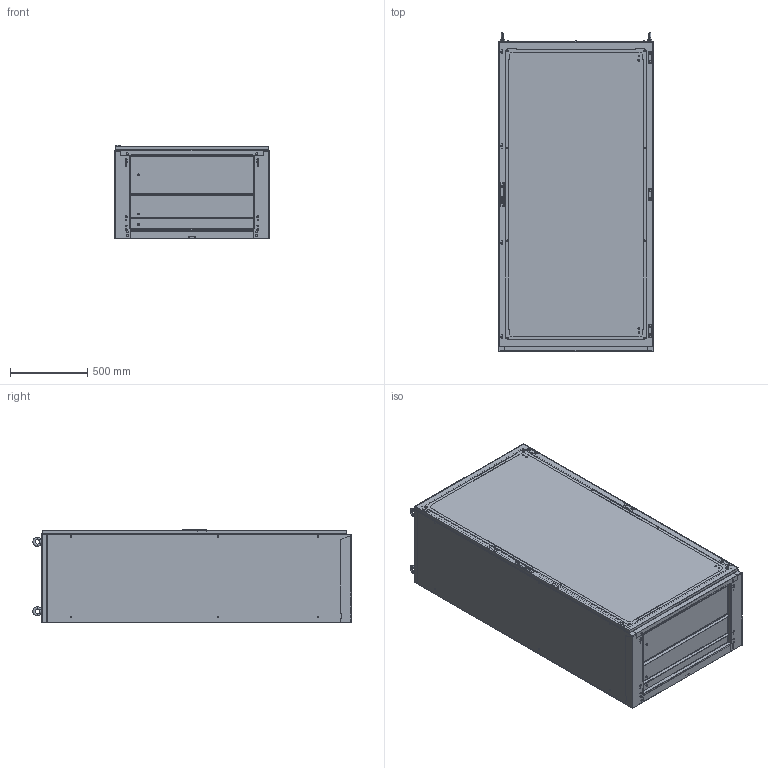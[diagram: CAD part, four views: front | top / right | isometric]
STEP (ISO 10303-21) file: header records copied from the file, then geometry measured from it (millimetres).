
FILE_DESCRIPTION (( 'STEP AP214' ), '1' );
FILE_NAME ('0390-1020-60-07.step', '2022-07-28T11:04:33', ( '' ), ( '' ), 'SwSTEP 2.0', 'SolidWorks 2019', '' );
FILE_SCHEMA (( 'AUTOMOTIVE_DESIGN' ));
Length unit declared in the file: millimetre
Products named in the file (5): TuerR_s_0395-1020-00-97; Dachplatte_ss_0390-1000-60-07; 0390-1020-60-07; Bodenplattensatz_s_0396-1000-60-03; Korpus_ss_1020-60
Assembly tree (4 placements, depth 2):
  0390-1020-60-07
    Korpus_ss_1020-60
    TuerR_s_0395-1020-00-97
    Dachplatte_ss_0390-1000-60-07
    Bodenplattensatz_s_0396-1000-60-03
Bounding box: 1000 x 2057.99 x 607.5 mm (x, y, z)
Volume: 16137101.8 mm3; surface area: 18167387.7 mm2
Topology: 42 solids, 42 shells, 4609 faces, 12282 edges, 8124 vertices
Faces by surface type: plane 2531, cylinder 1868, cone 172, torus 24, bspline 14
Entity records: 175226 total; most frequent: CARTESIAN_POINT 27023, DIRECTION 25206, ORIENTED_EDGE 24564, EDGE_CURVE 12282, AXIS2_PLACEMENT_3D 8599, VERTEX_POINT 8124, LINE 8008, VECTOR 8008
